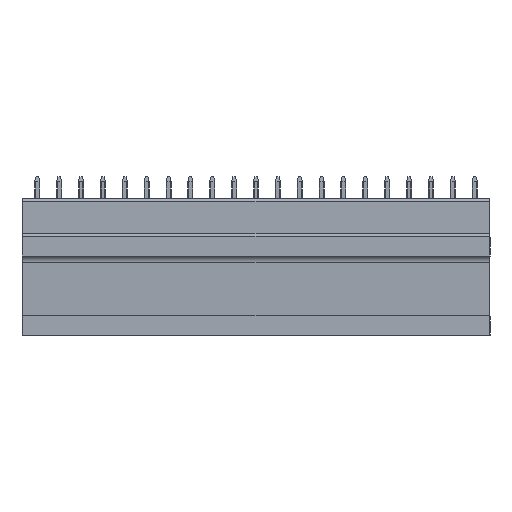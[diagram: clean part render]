
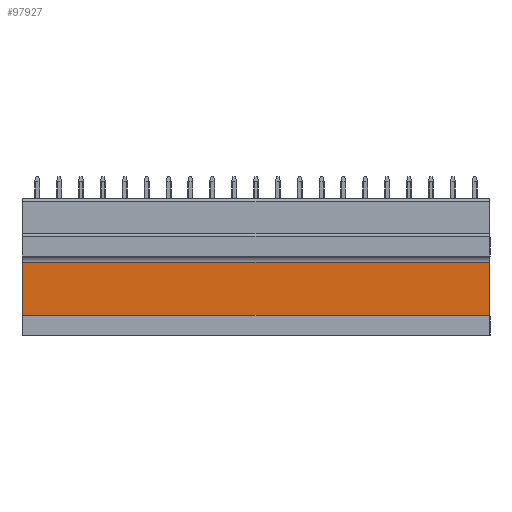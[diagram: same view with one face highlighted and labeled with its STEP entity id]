
A CAD part, front view. The second image highlights one B-rep face of the part: STEP entity #97927.
In plain terms, the highlighted planar face has unit normal (0, -1, -0.026).
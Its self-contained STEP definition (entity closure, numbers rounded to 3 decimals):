
#33404=DIRECTION('',(-1.,0.,0.));
#33405=VECTOR('',#33404,74.6);
#33406=CARTESIAN_POINT('',(-0.15,4.2,-9.5));
#33407=LINE('',#33406,#33405);
#33412=DIRECTION('',(0.,0.026,-1.));
#33413=VECTOR('',#33412,8.529);
#33414=CARTESIAN_POINT('',(-74.75,3.98,-0.974));
#33415=LINE('',#33414,#33413);
#33416=DIRECTION('',(-1.,0.,0.));
#33417=VECTOR('',#33416,74.6);
#33418=CARTESIAN_POINT('',(-0.15,3.98,-0.974));
#33419=LINE('',#33418,#33417);
#33420=DIRECTION('',(0.,0.026,-1.));
#33421=VECTOR('',#33420,8.529);
#33422=CARTESIAN_POINT('',(-0.15,3.98,-0.974));
#33423=LINE('',#33422,#33421);
#45012=CARTESIAN_POINT('',(-0.15,3.98,-0.974));
#45013=VERTEX_POINT('',#45012);
#45014=CARTESIAN_POINT('',(-0.15,4.2,-9.5));
#45015=VERTEX_POINT('',#45014);
#51552=CARTESIAN_POINT('',(-74.75,3.98,-0.974));
#51553=VERTEX_POINT('',#51552);
#51554=CARTESIAN_POINT('',(-74.75,4.2,-9.5));
#51555=VERTEX_POINT('',#51554);
#97914=CARTESIAN_POINT('',(0.,3.98,-0.974));
#97915=DIRECTION('',(0.,-1.,-0.026));
#97916=DIRECTION('',(0.,0.026,-1.));
#97917=AXIS2_PLACEMENT_3D('',#97914,#97915,#97916);
#97918=PLANE('',#97917);
#97919=ORIENTED_EDGE('',*,*,#74492,.F.);
#97921=ORIENTED_EDGE('',*,*,#97920,.F.);
#97923=ORIENTED_EDGE('',*,*,#97922,.T.);
#97924=ORIENTED_EDGE('',*,*,#97906,.T.);
#97925=EDGE_LOOP('',(#97919,#97921,#97923,#97924));
#97926=FACE_OUTER_BOUND('',#97925,.F.);
#97927=ADVANCED_FACE('',(#97926),#97918,.T.);
#74492=EDGE_CURVE('',#51553,#51555,#33415,.T.);
#97906=EDGE_CURVE('',#45015,#51555,#33407,.T.);
#97920=EDGE_CURVE('',#45013,#51553,#33419,.T.);
#97922=EDGE_CURVE('',#45013,#45015,#33423,.T.);
